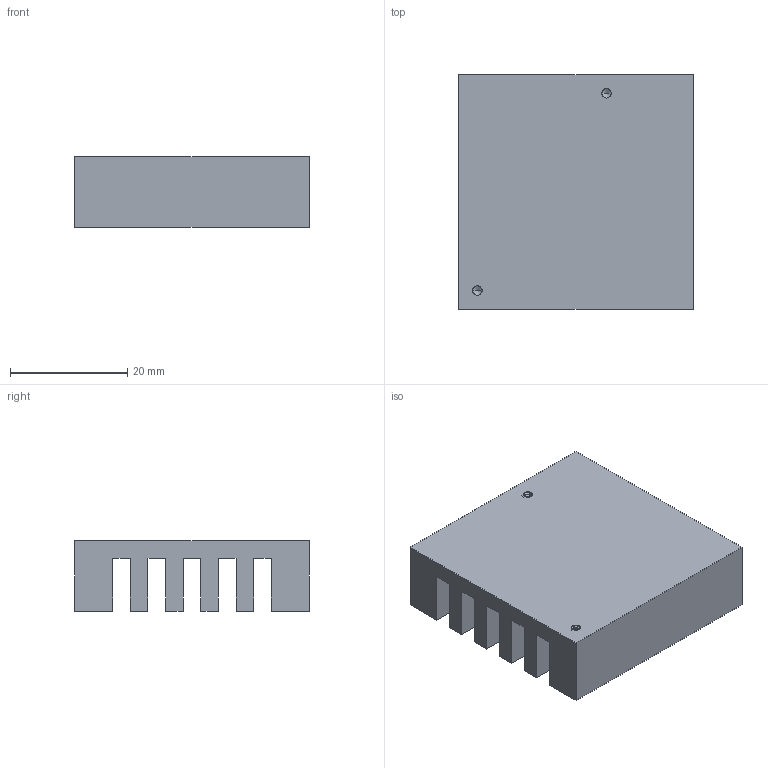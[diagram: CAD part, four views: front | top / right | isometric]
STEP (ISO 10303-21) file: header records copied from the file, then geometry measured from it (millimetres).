
FILE_DESCRIPTION (( 'STEP AP214' ), '1' );
FILE_NAME ('Tiny Heatsink.STEP', '2016-04-28T00:58:30', ( 'Dale' ), ( '' ), 'SwSTEP 2.0', 'SolidWorks 2016', '' );
FILE_SCHEMA (( 'AUTOMOTIVE_DESIGN' ));
Length unit declared in the file: millimetre
Products named in the file (1): Tiny Heatsink
Bounding box: 40 x 40 x 12 mm (x, y, z)
Volume: 13655.5 mm3; surface area: 8821.4 mm2
Topology: 1 solids, 1 shells, 200 faces, 546 edges, 342 vertices
Faces by surface type: cylinder 130, plane 38, bspline 20, cone 12
Entity records: 12798 total; most frequent: CARTESIAN_POINT 8649, ORIENTED_EDGE 1068, DIRECTION 650, EDGE_CURVE 534, VERTEX_POINT 342, LINE 240, VECTOR 240, EDGE_LOOP 206
